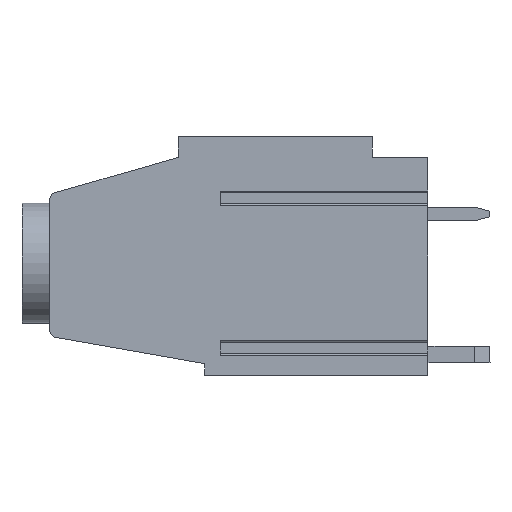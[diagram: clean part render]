
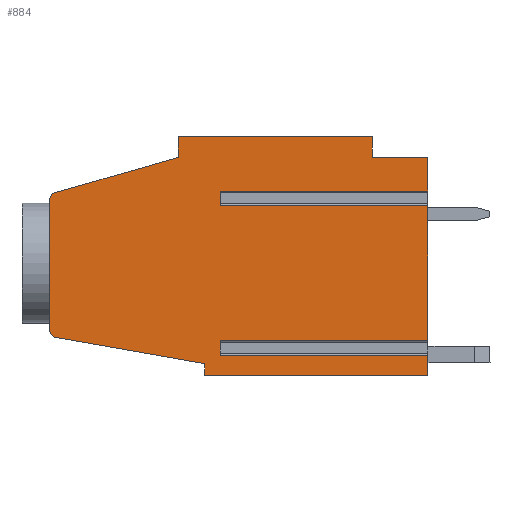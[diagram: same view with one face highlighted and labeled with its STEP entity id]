
A CAD part, left-side view. The second image highlights one B-rep face of the part: STEP entity #884.
In plain terms, the highlighted planar face has unit normal (-1, 0, 0).
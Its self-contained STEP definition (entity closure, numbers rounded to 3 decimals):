
#884 = ADVANCED_FACE( '', ( #1805 ), #1806, .F. );
#1805 = FACE_OUTER_BOUND( '', #2738, .T. );
#1806 = PLANE( '', #2739 );
#2738 = EDGE_LOOP( '', ( #5432, #5433, #5434, #5435, #5436, #5437, #5438, #5439, #5440, #5441, #5442, #5443, #5444, #5445, #5446, #5447, #5448, #5449, #5450, #5451 ) );
#2739 = AXIS2_PLACEMENT_3D( '', #5452, #5453, #5454 );
#5432 = ORIENTED_EDGE( '', *, *, #6312, .F. );
#5433 = ORIENTED_EDGE( '', *, *, #6675, .F. );
#5434 = ORIENTED_EDGE( '', *, *, #6686, .F. );
#5435 = ORIENTED_EDGE( '', *, *, #6290, .T. );
#5436 = ORIENTED_EDGE( '', *, *, #6669, .F. );
#5437 = ORIENTED_EDGE( '', *, *, #6597, .F. );
#5438 = ORIENTED_EDGE( '', *, *, #6689, .T. );
#5439 = ORIENTED_EDGE( '', *, *, #6588, .T. );
#5440 = ORIENTED_EDGE( '', *, *, #6021, .F. );
#5441 = ORIENTED_EDGE( '', *, *, #6033, .F. );
#5442 = ORIENTED_EDGE( '', *, *, #6687, .F. );
#5443 = ORIENTED_EDGE( '', *, *, #5910, .F. );
#5444 = ORIENTED_EDGE( '', *, *, #5876, .F. );
#5445 = ORIENTED_EDGE( '', *, *, #6636, .F. );
#5446 = ORIENTED_EDGE( '', *, *, #6396, .F. );
#5447 = ORIENTED_EDGE( '', *, *, #6486, .F. );
#5448 = ORIENTED_EDGE( '', *, *, #5938, .F. );
#5449 = ORIENTED_EDGE( '', *, *, #6110, .F. );
#5450 = ORIENTED_EDGE( '', *, *, #6624, .F. );
#5451 = ORIENTED_EDGE( '', *, *, #6174, .F. );
#5452 = CARTESIAN_POINT( '', ( 13.545, -19.124, -4.544 ) );
#5453 = DIRECTION( '', ( 1., 0., 0. ) );
#5454 = DIRECTION( '', ( 0., 0., -1. ) );
#5876 = EDGE_CURVE( '', #7180, #7175, #7182, .T. );
#5910 = EDGE_CURVE( '', #7175, #7238, #7239, .T. );
#5938 = EDGE_CURVE( '', #7286, #7281, #7288, .T. );
#6021 = EDGE_CURVE( '', #7421, #7423, #7424, .T. );
#6033 = EDGE_CURVE( '', #7440, #7421, #7441, .T. );
#6110 = EDGE_CURVE( '', #7556, #7286, #7558, .T. );
#6174 = EDGE_CURVE( '', #7664, #7653, #7666, .T. );
#6290 = EDGE_CURVE( '', #7834, #7832, #7835, .T. );
#6312 = EDGE_CURVE( '', #7864, #7664, #7867, .T. );
#6396 = EDGE_CURVE( '', #7976, #7971, #7978, .T. );
#6486 = EDGE_CURVE( '', #7281, #7976, #8095, .T. );
#6588 = EDGE_CURVE( '', #8220, #7423, #8221, .T. );
#6597 = EDGE_CURVE( '', #8230, #8231, #8232, .T. );
#6624 = EDGE_CURVE( '', #7653, #7556, #8262, .T. );
#6636 = EDGE_CURVE( '', #7971, #7180, #8274, .T. );
#6669 = EDGE_CURVE( '', #8231, #7832, #8310, .T. );
#6675 = EDGE_CURVE( '', #8315, #7864, #8317, .T. );
#6686 = EDGE_CURVE( '', #7834, #8315, #8328, .T. );
#6687 = EDGE_CURVE( '', #7238, #7440, #8329, .T. );
#6689 = EDGE_CURVE( '', #8230, #8220, #8331, .T. );
#7175 = VERTEX_POINT( '', #9003 );
#7180 = VERTEX_POINT( '', #9010 );
#7182 = LINE( '', #9013, #9014 );
#7238 = VERTEX_POINT( '', #9093 );
#7239 = LINE( '', #9094, #9095 );
#7281 = VERTEX_POINT( '', #9156 );
#7286 = VERTEX_POINT( '', #9162 );
#7288 = CIRCLE( '', #9165, 0.5 );
#7421 = VERTEX_POINT( '', #9359 );
#7423 = VERTEX_POINT( '', #9361 );
#7424 = LINE( '', #9362, #9363 );
#7440 = VERTEX_POINT( '', #9383 );
#7441 = LINE( '', #9384, #9385 );
#7556 = VERTEX_POINT( '', #9548 );
#7558 = LINE( '', #9551, #9552 );
#7653 = VERTEX_POINT( '', #9687 );
#7664 = VERTEX_POINT( '', #9704 );
#7666 = LINE( '', #9707, #9708 );
#7832 = VERTEX_POINT( '', #9955 );
#7834 = VERTEX_POINT( '', #9957 );
#7835 = LINE( '', #9958, #9959 );
#7864 = VERTEX_POINT( '', #9997 );
#7867 = LINE( '', #10001, #10002 );
#7971 = VERTEX_POINT( '', #10157 );
#7976 = VERTEX_POINT( '', #10164 );
#7978 = LINE( '', #10167, #10168 );
#8095 = LINE( '', #10334, #10335 );
#8220 = VERTEX_POINT( '', #10518 );
#8221 = LINE( '', #10519, #10520 );
#8230 = VERTEX_POINT( '', #10532 );
#8231 = VERTEX_POINT( '', #10533 );
#8232 = LINE( '', #10534, #10535 );
#8262 = CIRCLE( '', #10576, 0.5 );
#8274 = LINE( '', #10592, #10593 );
#8310 = LINE( '', #10644, #10645 );
#8315 = VERTEX_POINT( '', #10652 );
#8317 = LINE( '', #10655, #10656 );
#8328 = LINE( '', #10670, #10671 );
#8329 = LINE( '', #10672, #10673 );
#8331 = LINE( '', #10676, #10677 );
#9003 = CARTESIAN_POINT( '', ( 13.545, -41.924, -1.5 ) );
#9010 = CARTESIAN_POINT( '', ( 13.545, -41.924, 0. ) );
#9013 = CARTESIAN_POINT( '', ( 13.545, -41.924, -1.5 ) );
#9014 = VECTOR( '', #10980, 1000. );
#9093 = CARTESIAN_POINT( '', ( 13.545, -45.924, -1.5 ) );
#9094 = CARTESIAN_POINT( '', ( 13.545, -45.924, -1.5 ) );
#9095 = VECTOR( '', #11016, 1000. );
#9156 = CARTESIAN_POINT( '', ( 13.545, -18.986, -4.063 ) );
#9162 = CARTESIAN_POINT( '', ( 13.545, -18.624, -4.544 ) );
#9165 = AXIS2_PLACEMENT_3D( '', #11041, #11042, #11043 );
#9359 = CARTESIAN_POINT( '', ( 13.545, -30.924, -3.931 ) );
#9361 = CARTESIAN_POINT( '', ( 13.545, -30.924, -4.991 ) );
#9362 = CARTESIAN_POINT( '', ( 13.545, -30.924, -4.991 ) );
#9363 = VECTOR( '', #11117, 1000. );
#9383 = CARTESIAN_POINT( '', ( 13.545, -45.924, -3.931 ) );
#9384 = CARTESIAN_POINT( '', ( 13.545, -45.924, -3.931 ) );
#9385 = VECTOR( '', #11134, 1000. );
#9548 = CARTESIAN_POINT( '', ( 13.545, -18.624, -14.006 ) );
#9551 = CARTESIAN_POINT( '', ( 13.545, -18.624, -4.544 ) );
#9552 = VECTOR( '', #11214, 1000. );
#9687 = CARTESIAN_POINT( '', ( 13.545, -19.037, -14.498 ) );
#9704 = CARTESIAN_POINT( '', ( 13.545, -29.824, -16.4 ) );
#9707 = CARTESIAN_POINT( '', ( 13.545, -19.037, -14.498 ) );
#9708 = VECTOR( '', #11277, 1000. );
#9955 = CARTESIAN_POINT( '', ( 13.545, -30.924, -15.791 ) );
#9957 = CARTESIAN_POINT( '', ( 13.545, -45.924, -15.791 ) );
#9958 = CARTESIAN_POINT( '', ( 13.545, -45.924, -15.791 ) );
#9959 = VECTOR( '', #11380, 1000. );
#9997 = CARTESIAN_POINT( '', ( 13.545, -29.824, -17.25 ) );
#10001 = CARTESIAN_POINT( '', ( 13.545, -29.824, -4.544 ) );
#10002 = VECTOR( '', #11409, 1000. );
#10157 = CARTESIAN_POINT( '', ( 13.545, -27.924, 0. ) );
#10164 = CARTESIAN_POINT( '', ( 13.545, -27.924, -1.5 ) );
#10167 = CARTESIAN_POINT( '', ( 13.545, -27.924, 0. ) );
#10168 = VECTOR( '', #11473, 1000. );
#10334 = CARTESIAN_POINT( '', ( 13.545, -27.924, -1.5 ) );
#10335 = VECTOR( '', #11565, 1000. );
#10518 = CARTESIAN_POINT( '', ( 13.545, -45.924, -4.991 ) );
#10519 = CARTESIAN_POINT( '', ( 13.545, -45.924, -4.991 ) );
#10520 = VECTOR( '', #11648, 1000. );
#10532 = CARTESIAN_POINT( '', ( 13.545, -45.924, -14.731 ) );
#10533 = CARTESIAN_POINT( '', ( 13.545, -30.924, -14.731 ) );
#10534 = CARTESIAN_POINT( '', ( 13.545, -45.924, -14.731 ) );
#10535 = VECTOR( '', #11655, 1000. );
#10576 = AXIS2_PLACEMENT_3D( '', #11676, #11677, #11678 );
#10592 = CARTESIAN_POINT( '', ( 13.545, -41.924, 0. ) );
#10593 = VECTOR( '', #11686, 1000. );
#10644 = CARTESIAN_POINT( '', ( 13.545, -30.924, -15.246 ) );
#10645 = VECTOR( '', #11702, 1000. );
#10652 = CARTESIAN_POINT( '', ( 13.545, -45.924, -17.25 ) );
#10655 = CARTESIAN_POINT( '', ( 13.545, -29.824, -17.25 ) );
#10656 = VECTOR( '', #11706, 1000. );
#10670 = CARTESIAN_POINT( '', ( 13.545, -45.924, -17.25 ) );
#10671 = VECTOR( '', #11710, 1000. );
#10672 = CARTESIAN_POINT( '', ( 13.545, -45.924, -17.25 ) );
#10673 = VECTOR( '', #11711, 1000. );
#10676 = CARTESIAN_POINT( '', ( 13.545, -45.924, -4.544 ) );
#10677 = VECTOR( '', #11713, 1000. );
#10980 = DIRECTION( '', ( 0., 0., -1. ) );
#11016 = DIRECTION( '', ( 0., -1., 0. ) );
#11041 = CARTESIAN_POINT( '', ( 13.545, -19.124, -4.544 ) );
#11042 = DIRECTION( '', ( 1., 0., 0. ) );
#11043 = DIRECTION( '', ( 0., -0.799, -0.602 ) );
#11117 = DIRECTION( '', ( 0., 0., -1. ) );
#11134 = DIRECTION( '', ( 0., 1., 0. ) );
#11214 = DIRECTION( '', ( 0., 0., 1. ) );
#11277 = DIRECTION( '', ( 0., 0.985, 0.174 ) );
#11380 = DIRECTION( '', ( 0., 1., 0. ) );
#11409 = DIRECTION( '', ( 0., 0., 1. ) );
#11473 = DIRECTION( '', ( 0., 0., 1. ) );
#11565 = DIRECTION( '', ( 0., -0.961, 0.276 ) );
#11648 = DIRECTION( '', ( 0., 1., 0. ) );
#11655 = DIRECTION( '', ( 0., 1., 0. ) );
#11676 = CARTESIAN_POINT( '', ( 13.545, -19.124, -14.006 ) );
#11677 = DIRECTION( '', ( 1., 0., 0. ) );
#11678 = DIRECTION( '', ( 0., -0.766, 0.643 ) );
#11686 = DIRECTION( '', ( 0., -1., 0. ) );
#11702 = DIRECTION( '', ( 0., 0., -1. ) );
#11706 = DIRECTION( '', ( 0., 1., 0. ) );
#11710 = DIRECTION( '', ( 0., 0., -1. ) );
#11711 = DIRECTION( '', ( 0., 0., -1. ) );
#11713 = DIRECTION( '', ( 0., 0., 1. ) );
